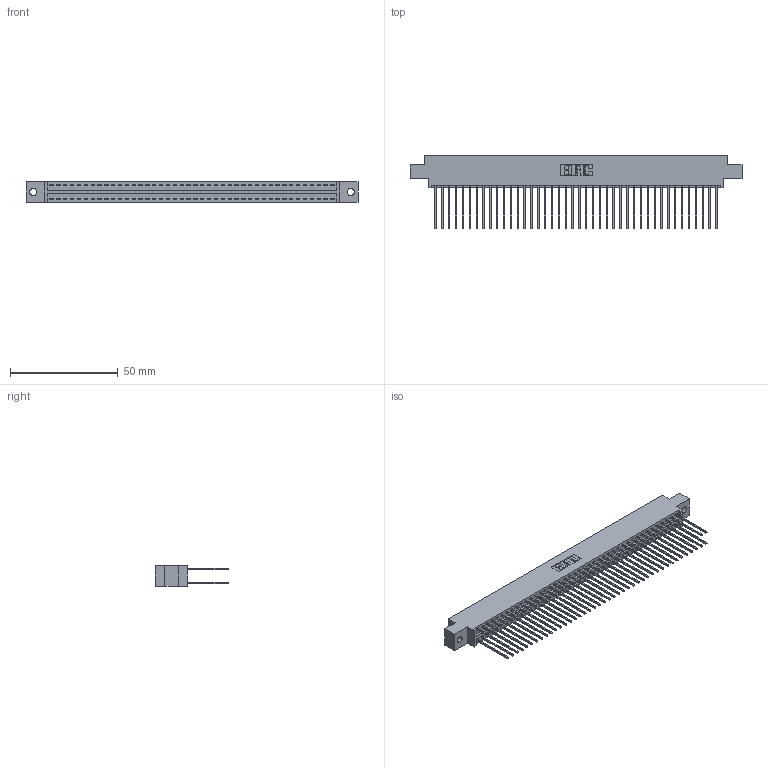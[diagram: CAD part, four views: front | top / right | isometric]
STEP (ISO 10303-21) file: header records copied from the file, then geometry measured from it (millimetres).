
FILE_DESCRIPTION (( 'STEP AP203' ), '1' );
FILE_NAME ('396-084-541-802.STEP', '2018-09-10T01:18:46', ( '' ), ( '' ), 'SwSTEP 2.0', 'SolidWorks 2016', '' );
FILE_SCHEMA (( 'CONFIG_CONTROL_DESIGN' ));
Length unit declared in the file: inch
Products named in the file (3): 346 Part_0.170 Offset - 0.128 Dia; 345-292-001_345-293-141; 396-084-541-802
Assembly tree (85 placements, depth 2):
  396-084-541-802
    346 Part_0.170 Offset - 0.128 Dia
    345-292-001_345-293-141  x84
Bounding box: 153.92 x 34.29 x 9.4 mm (x, y, z)
Volume: 15300.1 mm3; surface area: 23252.6 mm2
Topology: 85 solids, 85 shells, 4494 faces, 13361 edges, 8794 vertices
Faces by surface type: plane 3020, cylinder 1474
Entity records: 27563 total; most frequent: CARTESIAN_POINT 4544, ORIENTED_EDGE 4478, DIRECTION 4055, EDGE_CURVE 2239, VECTOR 1939, LINE 1939, VERTEX_POINT 1490, AXIS2_PLACEMENT_3D 1058
